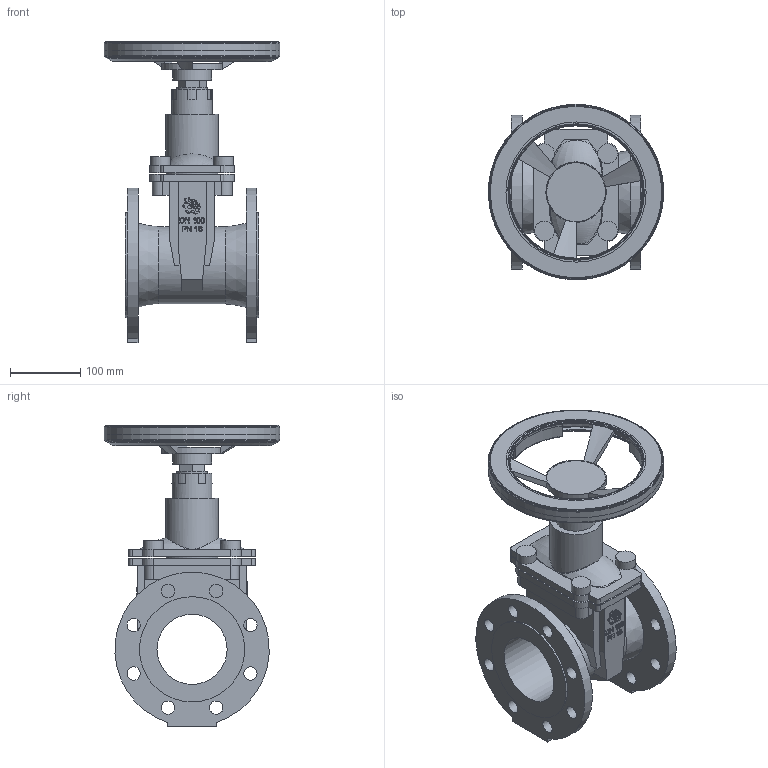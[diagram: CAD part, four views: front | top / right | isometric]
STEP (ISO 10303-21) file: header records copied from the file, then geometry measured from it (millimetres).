
FILE_DESCRIPTION(('STEP AP203'), '1');
FILE_NAME('3D_101-100-16', '', ('UNSPECIFIED'), ('UNSPECIFIED'), 'C3D Converter', 'C3D Toolkit', '');
FILE_SCHEMA(('CONFIG_CONTROL_DESIGN'));
Length unit declared in the file: millimetre
Bounding box: 249.78 x 249.82 x 429 mm (x, y, z)
Volume: 3343264.1 mm3; surface area: 550974.8 mm2
Topology: 1 solids, 3 shells, 3296 faces, 9635 edges, 6399 vertices
Faces by surface type: plane 3109, cone 93, cylinder 72, torus 19, bspline 3
Full cylindrical faces by diameter (mm): 19 x16, 28 x4, 43 x1, 55.556 x1, 58 x1, 75 x2, 81.835 x1, 100 x1, 110 x1, 150 x2, 194.444 x1, 244.444 x1, 250 x1
Entity records: 147669 total; most frequent: CARTESIAN_POINT 34130, ORIENTED_EDGE 19062, DIRECTION 16297, EDGE_CURVE 9531, LINE 9175, VECTOR 9175, VERTEX_POINT 6399, AXIS2_PLACEMENT_3D 3561
